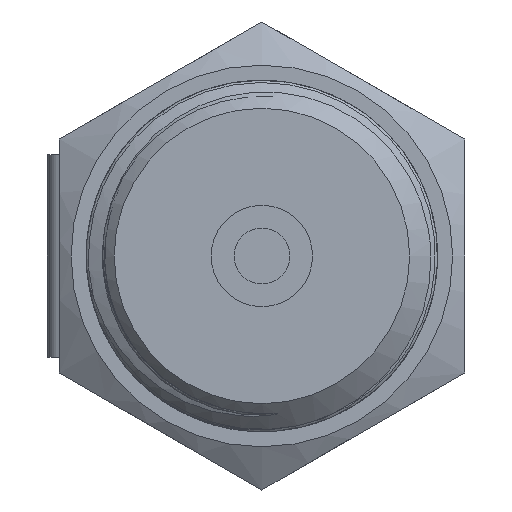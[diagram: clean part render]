
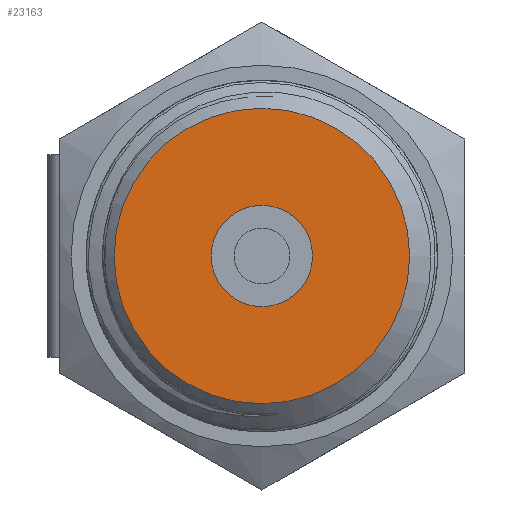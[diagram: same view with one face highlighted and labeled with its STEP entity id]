
A CAD part, left-side view. The second image highlights one B-rep face of the part: STEP entity #23163.
In plain terms, the highlighted planar face has unit normal (-1, 0, 0).
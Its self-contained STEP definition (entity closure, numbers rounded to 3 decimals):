
#5748=FACE_BOUND('',#7205,.T.);
#5859=FACE_OUTER_BOUND('',#7204,.T.);
#7204=EDGE_LOOP('',(#15328));
#7205=EDGE_LOOP('',(#15329));
#8645=CIRCLE('',#24573,8.75);
#8646=CIRCLE('',#24575,3.);
#9347=VERTEX_POINT('',#32353);
#9348=VERTEX_POINT('',#32357);
#11706=EDGE_CURVE('',#9347,#9347,#8645,.T.);
#11707=EDGE_CURVE('',#9348,#9348,#8646,.T.);
#15328=ORIENTED_EDGE('',*,*,#11706,.F.);
#15329=ORIENTED_EDGE('',*,*,#11707,.T.);
#22466=PLANE('',#24574);
#23163=ADVANCED_FACE('',(#5859,#5748),#22466,.T.);
#24573=AXIS2_PLACEMENT_3D('',#32355,#26421,#26422);
#24574=AXIS2_PLACEMENT_3D('',#32356,#26423,#26424);
#24575=AXIS2_PLACEMENT_3D('',#32358,#26425,#26426);
#26421=DIRECTION('center_axis',(1.,0.,0.));
#26422=DIRECTION('ref_axis',(0.,0.,-1.));
#26423=DIRECTION('center_axis',(-1.,0.,0.));
#26424=DIRECTION('ref_axis',(0.,0.,1.));
#26425=DIRECTION('center_axis',(1.,0.,0.));
#26426=DIRECTION('ref_axis',(0.,0.,-1.));
#32353=CARTESIAN_POINT('',(3.,-8.75,0.));
#32355=CARTESIAN_POINT('Origin',(3.,0.,0.));
#32356=CARTESIAN_POINT('Origin',(3.,8.75,0.));
#32357=CARTESIAN_POINT('',(3.,-3.,0.));
#32358=CARTESIAN_POINT('Origin',(3.,0.,0.));
